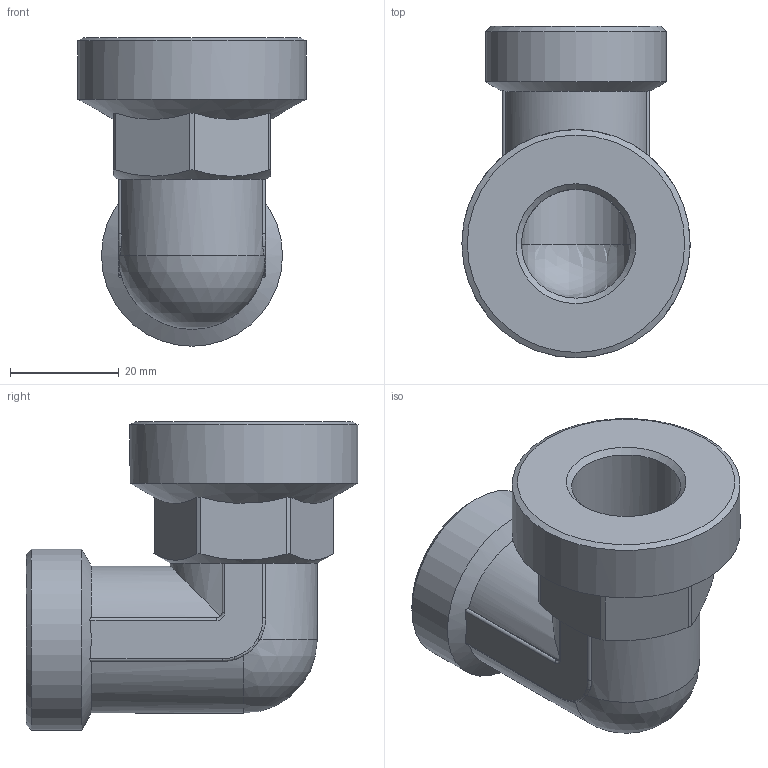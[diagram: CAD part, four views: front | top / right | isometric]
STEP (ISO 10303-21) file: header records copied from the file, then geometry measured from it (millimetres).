
FILE_DESCRIPTION(/* description */ ('Unknown','CAx-IF Rec.Pracs.---Representation and Presentation of Product Manufacturing Information (PMI)---4.0---2014-10-13','CAx-IF Rec.Pracs.---3D Tessellated Geometry---0.4---2014-09-14','2;1'),/* implementation_level */ '2;1');
FILE_NAME(/* name */ '98708713-67-40',/* time_stamp */ '2023-12-18T12:25:40+01:00',/* author */ ('Unknown'),/* organization */ ('Unknown'),/* preprocessor_version */ 'ST-DEVELOPER v18.102',/* originating_system */ 'Solid Edge',/* authorisation */ 'Unknown');
FILE_SCHEMA (('AP242_MANAGED_MODEL_BASED_3D_ENGINEERING_MIM_LF { 1 0 10303 442 1 1 4 }'));
Length unit declared in the file: millimetre
Products named in the file (1): 98708713-67-40
Bounding box: 41.91 x 60.95 x 56.62 mm (x, y, z)
Volume: 35814.5 mm3; surface area: 14688.8 mm2
Topology: 1 solids, 1 shells, 75 faces, 194 edges, 118 vertices
Faces by surface type: cylinder 28, plane 26, cone 7, torus 6, bspline 6, sphere 2
Full cylindrical faces by diameter (mm): 20 x2, 33.249 x1, 41.91 x1
Entity records: 2820 total; most frequent: CARTESIAN_POINT 600, ORIENTED_EDGE 348, DIRECTION 344, EDGE_CURVE 174, AXIS2_PLACEMENT_3D 143, VERTEX_POINT 112, EDGE_LOOP 88, FACE_BOUND 88
